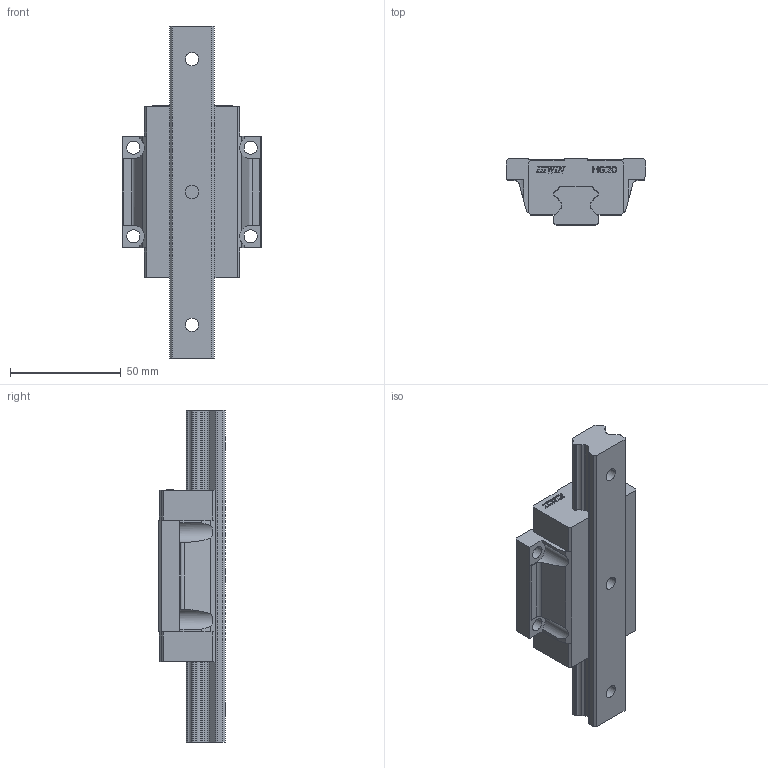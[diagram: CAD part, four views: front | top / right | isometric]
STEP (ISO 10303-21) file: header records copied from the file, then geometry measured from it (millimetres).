
FILE_DESCRIPTION((''),'2;1');
FILE_NAME('HGW20_ASM','2006-08-29T',('lansro'),(''),'PRO/ENGINEER BY PARAMETRIC TECHNOLOGY CORPORATION, 2004360','PRO/ENGINEER BY PARAMETRIC TECHNOLOGY CORPORATION, 2004360','');
FILE_SCHEMA(('CONFIG_CONTROL_DESIGN'));
Length unit declared in the file: millimetre
Products named in the file (3): HGW20; HGR20; HGW20_ASM
Assembly tree (2 placements, depth 2):
  HGW20_ASM
    HGW20
    HGR20
Bounding box: 63 x 30 x 150 mm (x, y, z)
Volume: 120410.2 mm3; surface area: 30437.4 mm2
Topology: 2 solids, 2 shells, 448 faces, 1289 edges, 858 vertices
Faces by surface type: plane 316, cylinder 72, extrusion 60
Entity records: 14965 total; most frequent: CARTESIAN_POINT 3215, ORIENTED_EDGE 2578, DIRECTION 2139, EDGE_CURVE 1289, VECTOR 1073, LINE 1013, VERTEX_POINT 858, AXIS2_PLACEMENT_3D 533
